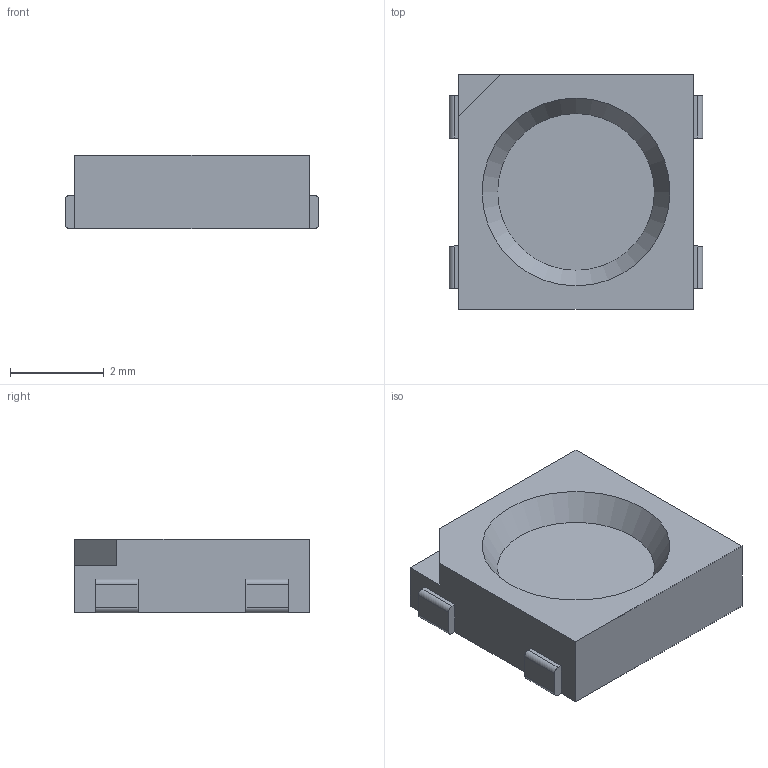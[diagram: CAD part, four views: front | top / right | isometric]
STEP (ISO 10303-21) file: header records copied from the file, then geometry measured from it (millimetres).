
FILE_DESCRIPTION(/* description */ (''),/* implementation_level */ '2;1');
FILE_NAME(/* name */ 'LTST-E563CHEGBW.step',/* time_stamp */ '2026-02-28T13:04:45+01:00',/* author */ (''),/* organization */ (''),/* preprocessor_version */ 'ST-DEVELOPER v20.1',/* originating_system */ 'Autodesk Translation Framework v14.24.0.0',/* authorisation */ '');
FILE_SCHEMA (('AUTOMOTIVE_DESIGN { 1 0 10303 214 3 1 1 }'));
Length unit declared in the file: millimetre
Products named in the file (1): LTST-E563CHEGBW
Bounding box: 5.4 x 5 x 1.57 mm (x, y, z)
Volume: 33.5 mm3; surface area: 99.6 mm2
Topology: 5 solids, 5 shells, 66 faces, 165 edges, 110 vertices
Faces by surface type: plane 57, cylinder 8, cone 1
Entity records: 1990 total; most frequent: CARTESIAN_POINT 342, ORIENTED_EDGE 330, DIRECTION 317, EDGE_CURVE 165, LINE 147, VECTOR 147, VERTEX_POINT 110, AXIS2_PLACEMENT_3D 85
